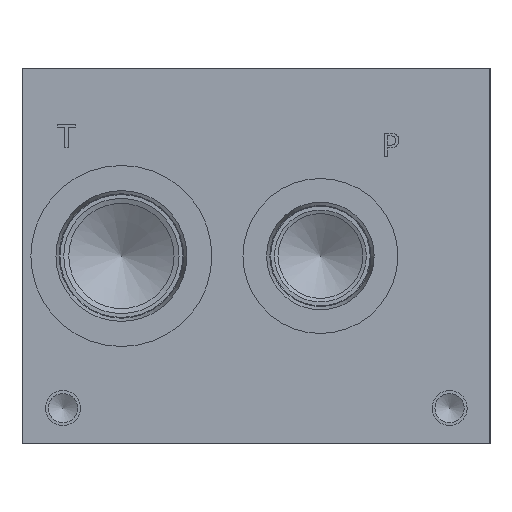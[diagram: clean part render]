
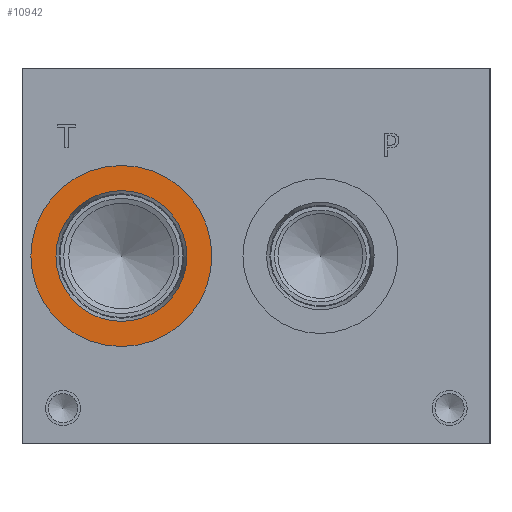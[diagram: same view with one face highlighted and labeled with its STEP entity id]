
A CAD part, left-side view. The second image highlights one B-rep face of the part: STEP entity #10942.
In plain terms, the highlighted planar face has unit normal (-1, 0, 0).
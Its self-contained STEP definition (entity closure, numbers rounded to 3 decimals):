
#309=CIRCLE('',#11601,24.562);
#310=CIRCLE('',#11602,24.562);
#311=CIRCLE('',#11604,17.755);
#312=CIRCLE('',#11605,17.755);
#458=FACE_BOUND('',#1923,.T.);
#1285=FACE_OUTER_BOUND('',#1922,.T.);
#1922=EDGE_LOOP('',(#9410,#9411));
#1923=EDGE_LOOP('',(#9412,#9413));
#5059=VERTEX_POINT('',#18339);
#5060=VERTEX_POINT('',#18341);
#5061=VERTEX_POINT('',#18345);
#5062=VERTEX_POINT('',#18346);
#6542=EDGE_CURVE('',#5059,#5060,#309,.T.);
#6543=EDGE_CURVE('',#5060,#5059,#310,.T.);
#6544=EDGE_CURVE('',#5061,#5062,#311,.T.);
#6545=EDGE_CURVE('',#5062,#5061,#312,.T.);
#9410=ORIENTED_EDGE('',*,*,#6543,.F.);
#9411=ORIENTED_EDGE('',*,*,#6542,.F.);
#9412=ORIENTED_EDGE('',*,*,#6544,.T.);
#9413=ORIENTED_EDGE('',*,*,#6545,.T.);
#10008=PLANE('',#11603);
#10942=ADVANCED_FACE('',(#1285,#458),#10008,.F.);
#11601=AXIS2_PLACEMENT_3D('',#18342,#13948,#13949);
#11602=AXIS2_PLACEMENT_3D('',#18343,#13950,#13951);
#11603=AXIS2_PLACEMENT_3D('',#18344,#13952,#13953);
#11604=AXIS2_PLACEMENT_3D('',#18347,#13954,#13955);
#11605=AXIS2_PLACEMENT_3D('',#18348,#13956,#13957);
#13948=DIRECTION('center_axis',(1.,0.,0.));
#13949=DIRECTION('ref_axis',(0.,0.,-1.));
#13950=DIRECTION('center_axis',(1.,0.,0.));
#13951=DIRECTION('ref_axis',(0.,0.,-1.));
#13952=DIRECTION('center_axis',(1.,0.,0.));
#13953=DIRECTION('ref_axis',(0.,0.,-1.));
#13954=DIRECTION('center_axis',(1.,0.,0.));
#13955=DIRECTION('ref_axis',(0.,0.,-1.));
#13956=DIRECTION('center_axis',(1.,0.,0.));
#13957=DIRECTION('ref_axis',(0.,0.,-1.));
#18339=CARTESIAN_POINT('',(0.787,100.025,26.238));
#18341=CARTESIAN_POINT('',(0.787,100.025,75.362));
#18342=CARTESIAN_POINT('Origin',(0.787,100.025,50.8));
#18343=CARTESIAN_POINT('Origin',(0.787,100.025,50.8));
#18344=CARTESIAN_POINT('Origin',(0.787,100.025,68.555));
#18345=CARTESIAN_POINT('',(0.787,100.025,68.555));
#18346=CARTESIAN_POINT('',(0.787,100.025,33.045));
#18347=CARTESIAN_POINT('Origin',(0.787,100.025,50.8));
#18348=CARTESIAN_POINT('Origin',(0.787,100.025,50.8));
